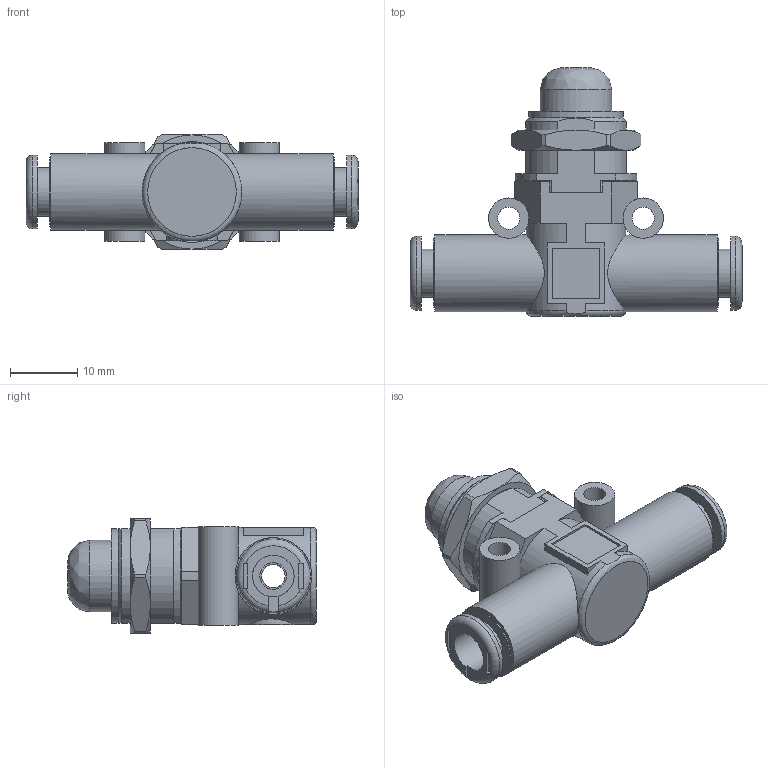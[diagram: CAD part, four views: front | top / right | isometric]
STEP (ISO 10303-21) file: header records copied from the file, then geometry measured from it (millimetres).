
FILE_DESCRIPTION( ( 'STEP AP214' ), ' ' );
FILE_NAME( '9068216.stp', '2017-03-31T09:50:13', ( '' ), ( '' ), ' ', 'PARTsolutions', ' ' );
FILE_SCHEMA( ( 'AUTOMOTIVE_DESIGN { 1 0 10303 214 1 1 1 1 }' ) );
Length unit declared in the file: millimetre
Products named in the file (4): 9068216; _LINE-ON-LINE D6 V2v/V3V_L body; _LINE-ON-LINE D6 VNR-L bushing; _LINE-ON-LINE D6 LAM-L plated
Assembly tree (4 placements, depth 2):
  9068216
    _LINE-ON-LINE D6 V2v/V3V_L body
    _LINE-ON-LINE D6 VNR-L bushing  x2
    _LINE-ON-LINE D6 LAM-L plated
Bounding box: 49.4 x 37 x 17 mm (x, y, z)
Volume: 6556 mm3; surface area: 7195.1 mm2
Topology: 4 solids, 4 shells, 188 faces, 453 edges, 292 vertices
Faces by surface type: plane 104, cylinder 58, cone 22, torus 3, bspline 1
Full cylindrical faces by diameter (mm): 3.3 x2, 3.5 x2, 4 x2, 6 x3, 6.2 x2, 7.2 x4, 7.6 x2, 9 x2, 9.6 x2, 10.3 x4, 10.6 x1, 11 x2, 11.4 x2, 11.6 x1, 14 x1
Entity records: 6531 total; most frequent: CARTESIAN_POINT 1547, DIRECTION 756, ORIENTED_EDGE 698, EDGE_CURVE 349, AXIS2_PLACEMENT_3D 298, VERTEX_POINT 243, EDGE_LOOP 224, FACE_OUTER_BOUND 190
